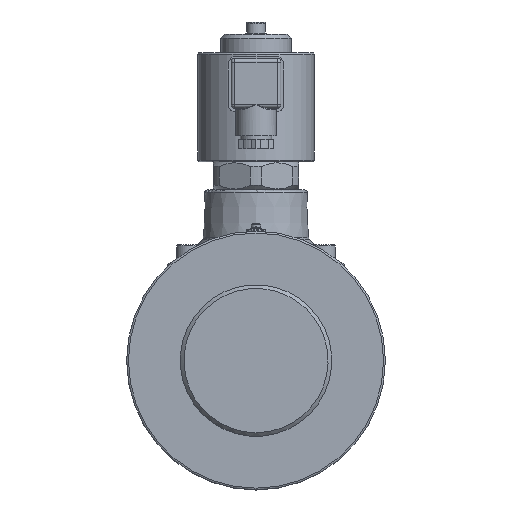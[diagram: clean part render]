
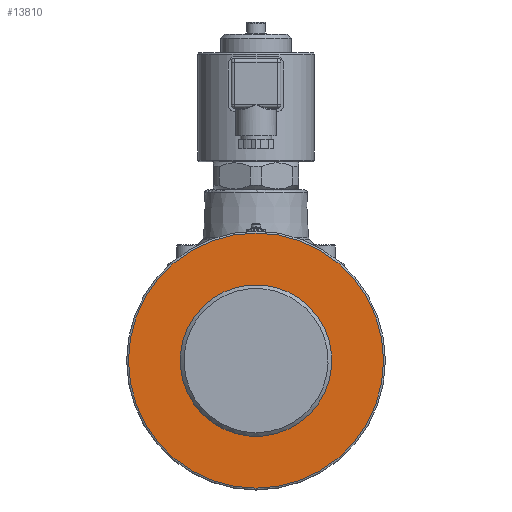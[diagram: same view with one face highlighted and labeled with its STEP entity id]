
A CAD part, front view. The second image highlights one B-rep face of the part: STEP entity #13810.
In plain terms, the highlighted planar face has unit normal (0, -1, 0).
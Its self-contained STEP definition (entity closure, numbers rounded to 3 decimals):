
#1106=FACE_BOUND('',#2497,.T.);
#1586=FACE_OUTER_BOUND('',#2496,.T.);
#2496=EDGE_LOOP('',(#10201));
#2497=EDGE_LOOP('',(#10202));
#5238=CIRCLE('',#14895,69.);
#5239=CIRCLE('',#14896,41.);
#5989=VERTEX_POINT('',#22744);
#5990=VERTEX_POINT('',#22746);
#7561=EDGE_CURVE('',#5989,#5989,#5238,.T.);
#7562=EDGE_CURVE('',#5990,#5990,#5239,.T.);
#10201=ORIENTED_EDGE('',*,*,#7561,.F.);
#10202=ORIENTED_EDGE('',*,*,#7562,.T.);
#13308=PLANE('',#14894);
#13810=ADVANCED_FACE('',(#1586,#1106),#13308,.T.);
#14894=AXIS2_PLACEMENT_3D('',#22743,#16816,#16817);
#14895=AXIS2_PLACEMENT_3D('',#22745,#16818,#16819);
#14896=AXIS2_PLACEMENT_3D('',#22747,#16820,#16821);
#16816=DIRECTION('center_axis',(0.,-1.,0.));
#16817=DIRECTION('ref_axis',(0.,0.,-1.));
#16818=DIRECTION('center_axis',(0.,1.,0.));
#16819=DIRECTION('ref_axis',(0.,0.,-1.));
#16820=DIRECTION('center_axis',(0.,1.,0.));
#16821=DIRECTION('ref_axis',(0.,0.,1.));
#22743=CARTESIAN_POINT('Origin',(0.,-88.,55.5));
#22744=CARTESIAN_POINT('',(0.,-88.,69.));
#22745=CARTESIAN_POINT('Origin',(0.,-88.,0.));
#22746=CARTESIAN_POINT('',(-28.991,-88.,28.991));
#22747=CARTESIAN_POINT('Origin',(0.,-88.,0.));
